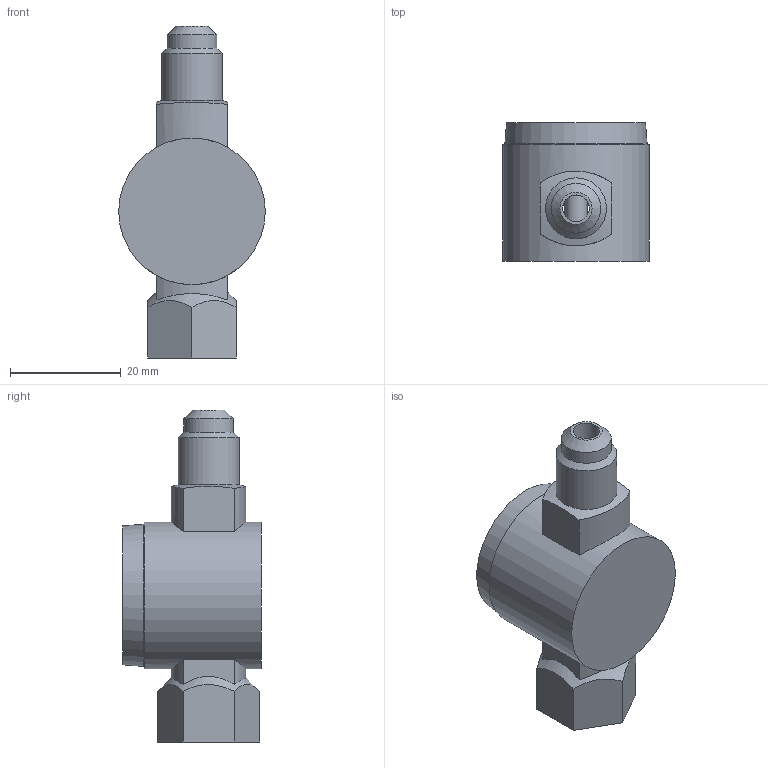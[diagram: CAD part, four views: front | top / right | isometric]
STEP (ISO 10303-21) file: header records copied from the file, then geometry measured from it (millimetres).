
FILE_DESCRIPTION(/* description */ (''),/* implementation_level */ '2;1');
FILE_NAME(/* name */ '014L0171R.stp',/* time_stamp */ '2022-08-31T14:25:02+03:00',/* author */ ('U403152'),/* organization */ (''),/* preprocessor_version */ 'ST-DEVELOPER v18.1',/* originating_system */ 'Autodesk Inventor 2020',/* authorisation */ '');
FILE_SCHEMA (('AUTOMOTIVE_DESIGN { 1 0 10303 214 3 1 1 }'));
Length unit declared in the file: millimetre
Products named in the file (1): Part1
Bounding box: 26.5 x 25 x 60 mm (x, y, z)
Volume: 13880.6 mm3; surface area: 7022.6 mm2
Topology: 1 solids, 19 shells, 381 faces, 1051 edges, 704 vertices
Faces by surface type: plane 211, bspline 145, cylinder 15, cone 10
Full cylindrical faces by diameter (mm): 4 x1, 4.8 x1, 6.5 x1, 9 x1, 9.8 x1, 11 x1, 15.6 x1, 16 x1, 20 x2, 26.5 x1
Entity records: 23508 total; most frequent: CARTESIAN_POINT 14221, ORIENTED_EDGE 2102, DIRECTION 1285, EDGE_CURVE 1051, VERTEX_POINT 704, LINE 647, VECTOR 647, EDGE_LOOP 441
